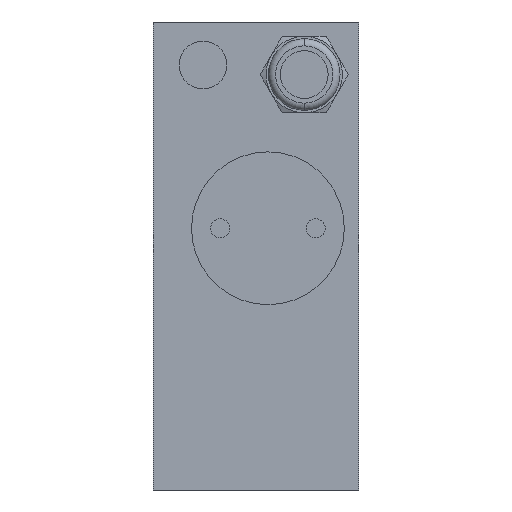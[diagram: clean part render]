
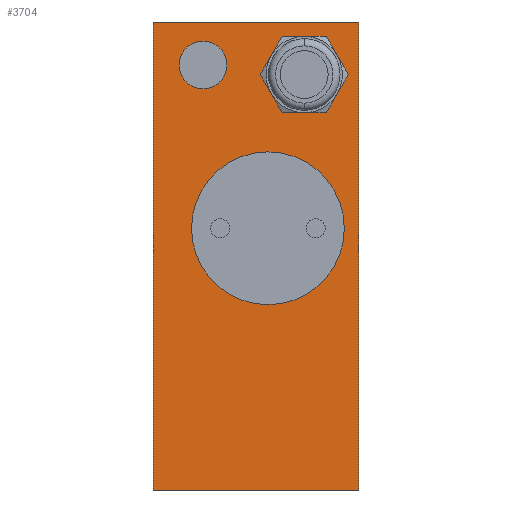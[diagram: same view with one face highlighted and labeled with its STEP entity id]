
A CAD part, left-side view. The second image highlights one B-rep face of the part: STEP entity #3704.
In plain terms, the highlighted planar face has unit normal (-1, 0, 0).
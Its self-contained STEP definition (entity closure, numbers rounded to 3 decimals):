
#13=DIRECTION('',(0.,0.,1.));
#14=VECTOR('',#13,49.);
#15=CARTESIAN_POINT('',(0.,21.5,-49.));
#16=LINE('',#15,#14);
#97=DIRECTION('',(0.,-1.,0.));
#98=VECTOR('',#97,21.5);
#99=CARTESIAN_POINT('',(0.,21.5,-49.));
#100=LINE('',#99,#98);
#101=DIRECTION('',(0.,0.,1.));
#102=VECTOR('',#101,49.);
#103=CARTESIAN_POINT('',(0.,0.,-49.));
#104=LINE('',#103,#102);
#105=CARTESIAN_POINT('',(0.,9.5,-21.6));
#106=DIRECTION('',(1.,0.,0.));
#107=DIRECTION('',(0.,0.,-1.));
#108=AXIS2_PLACEMENT_3D('',#105,#106,#107);
#110=CARTESIAN_POINT('',(0.,9.5,-21.6));
#111=DIRECTION('',(1.,0.,0.));
#112=DIRECTION('',(0.,0.,1.));
#113=AXIS2_PLACEMENT_3D('',#110,#111,#112);
#115=CARTESIAN_POINT('',(0.,16.3,-4.5));
#116=DIRECTION('',(1.,0.,0.));
#117=DIRECTION('',(0.,0.,-1.));
#118=AXIS2_PLACEMENT_3D('',#115,#116,#117);
#120=CARTESIAN_POINT('',(0.,16.3,-4.5));
#121=DIRECTION('',(1.,0.,0.));
#122=DIRECTION('',(0.,0.,1.));
#123=AXIS2_PLACEMENT_3D('',#120,#121,#122);
#125=CARTESIAN_POINT('',(0.,5.7,-5.5));
#126=DIRECTION('',(-1.,0.,0.));
#127=DIRECTION('',(0.,-0.866,0.5));
#128=AXIS2_PLACEMENT_3D('',#125,#126,#127);
#130=CARTESIAN_POINT('',(0.,5.7,-5.5));
#131=DIRECTION('',(-1.,0.,0.));
#132=DIRECTION('',(0.,0.,1.));
#133=AXIS2_PLACEMENT_3D('',#130,#131,#132);
#135=CARTESIAN_POINT('',(0.,5.7,-5.5));
#136=DIRECTION('',(-1.,0.,0.));
#137=DIRECTION('',(0.,0.866,0.5));
#138=AXIS2_PLACEMENT_3D('',#135,#136,#137);
#140=CARTESIAN_POINT('',(0.,5.7,-5.5));
#141=DIRECTION('',(-1.,0.,0.));
#142=DIRECTION('',(0.,0.866,-0.5));
#143=AXIS2_PLACEMENT_3D('',#140,#141,#142);
#145=CARTESIAN_POINT('',(0.,5.7,-5.5));
#146=DIRECTION('',(-1.,0.,0.));
#147=DIRECTION('',(0.,0.,-1.));
#148=AXIS2_PLACEMENT_3D('',#145,#146,#147);
#150=CARTESIAN_POINT('',(0.,5.7,-5.5));
#151=DIRECTION('',(-1.,0.,0.));
#152=DIRECTION('',(0.,-0.866,-0.5));
#153=AXIS2_PLACEMENT_3D('',#150,#151,#152);
#167=DIRECTION('',(0.,-1.,0.));
#168=VECTOR('',#167,21.5);
#169=CARTESIAN_POINT('',(0.,21.5,0.));
#170=LINE('',#169,#168);
#2835=CARTESIAN_POINT('',(0.,0.,-49.));
#2836=VERTEX_POINT('',#2835);
#2837=CARTESIAN_POINT('',(0.,21.5,-49.));
#2838=VERTEX_POINT('',#2837);
#2859=CARTESIAN_POINT('',(0.,0.,0.));
#2860=VERTEX_POINT('',#2859);
#2865=CARTESIAN_POINT('',(0.,21.5,0.));
#2866=VERTEX_POINT('',#2865);
#2867=CARTESIAN_POINT('',(0.,9.5,-29.6));
#2868=CARTESIAN_POINT('',(0.,9.5,-13.6));
#2869=VERTEX_POINT('',#2867);
#2870=VERTEX_POINT('',#2868);
#2871=CARTESIAN_POINT('',(0.,16.3,-7.));
#2872=CARTESIAN_POINT('',(0.,16.3,-2.));
#2873=VERTEX_POINT('',#2871);
#2874=VERTEX_POINT('',#2872);
#3521=CARTESIAN_POINT('',(0.,2.236,-3.5));
#3522=CARTESIAN_POINT('',(0.,5.7,-1.5));
#3523=VERTEX_POINT('',#3521);
#3524=VERTEX_POINT('',#3522);
#3525=CARTESIAN_POINT('',(0.,9.164,-7.5));
#3526=CARTESIAN_POINT('',(0.,5.7,-9.5));
#3527=VERTEX_POINT('',#3525);
#3528=VERTEX_POINT('',#3526);
#3529=CARTESIAN_POINT('',(0.,2.236,-7.5));
#3530=VERTEX_POINT('',#3529);
#3531=CARTESIAN_POINT('',(0.,9.164,-3.5));
#3532=VERTEX_POINT('',#3531);
#3666=CARTESIAN_POINT('',(0.,10.75,-24.5));
#3667=DIRECTION('',(1.,0.,0.));
#3668=DIRECTION('',(0.,-1.,0.));
#3669=AXIS2_PLACEMENT_3D('',#3666,#3667,#3668);
#3670=PLANE('',#3669);
#3671=ORIENTED_EDGE('',*,*,#3602,.F.);
#3672=ORIENTED_EDGE('',*,*,#3560,.T.);
#3674=ORIENTED_EDGE('',*,*,#3673,.T.);
#3675=ORIENTED_EDGE('',*,*,#3659,.F.);
#3676=EDGE_LOOP('',(#3671,#3672,#3674,#3675));
#3677=FACE_OUTER_BOUND('',#3676,.F.);
#3679=ORIENTED_EDGE('',*,*,#3678,.F.);
#3681=ORIENTED_EDGE('',*,*,#3680,.F.);
#3682=EDGE_LOOP('',(#3679,#3681));
#3683=FACE_BOUND('',#3682,.F.);
#3685=ORIENTED_EDGE('',*,*,#3684,.F.);
#3687=ORIENTED_EDGE('',*,*,#3686,.F.);
#3688=EDGE_LOOP('',(#3685,#3687));
#3689=FACE_BOUND('',#3688,.F.);
#3691=ORIENTED_EDGE('',*,*,#3690,.T.);
#3693=ORIENTED_EDGE('',*,*,#3692,.T.);
#3695=ORIENTED_EDGE('',*,*,#3694,.T.);
#3697=ORIENTED_EDGE('',*,*,#3696,.T.);
#3699=ORIENTED_EDGE('',*,*,#3698,.T.);
#3701=ORIENTED_EDGE('',*,*,#3700,.T.);
#3702=EDGE_LOOP('',(#3691,#3693,#3695,#3697,#3699,#3701));
#3703=FACE_BOUND('',#3702,.F.);
#3704=ADVANCED_FACE('',(#3677,#3683,#3689,#3703),#3670,.F.);
#109=CIRCLE('',#108,8.);
#114=CIRCLE('',#113,8.);
#119=CIRCLE('',#118,2.5);
#124=CIRCLE('',#123,2.5);
#129=CIRCLE('',#128,4.);
#134=CIRCLE('',#133,4.);
#139=CIRCLE('',#138,4.);
#144=CIRCLE('',#143,4.);
#149=CIRCLE('',#148,4.);
#154=CIRCLE('',#153,4.);
#3560=EDGE_CURVE('',#2838,#2866,#16,.T.);
#3602=EDGE_CURVE('',#2838,#2836,#100,.T.);
#3659=EDGE_CURVE('',#2836,#2860,#104,.T.);
#3673=EDGE_CURVE('',#2866,#2860,#170,.T.);
#3678=EDGE_CURVE('',#2869,#2870,#109,.T.);
#3680=EDGE_CURVE('',#2870,#2869,#114,.T.);
#3684=EDGE_CURVE('',#2873,#2874,#119,.T.);
#3686=EDGE_CURVE('',#2874,#2873,#124,.T.);
#3690=EDGE_CURVE('',#3523,#3524,#129,.T.);
#3692=EDGE_CURVE('',#3524,#3532,#134,.T.);
#3694=EDGE_CURVE('',#3532,#3527,#139,.T.);
#3696=EDGE_CURVE('',#3527,#3528,#144,.T.);
#3698=EDGE_CURVE('',#3528,#3530,#149,.T.);
#3700=EDGE_CURVE('',#3530,#3523,#154,.T.);
